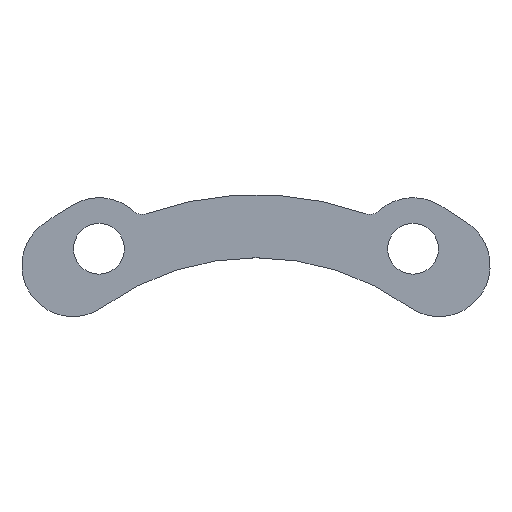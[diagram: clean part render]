
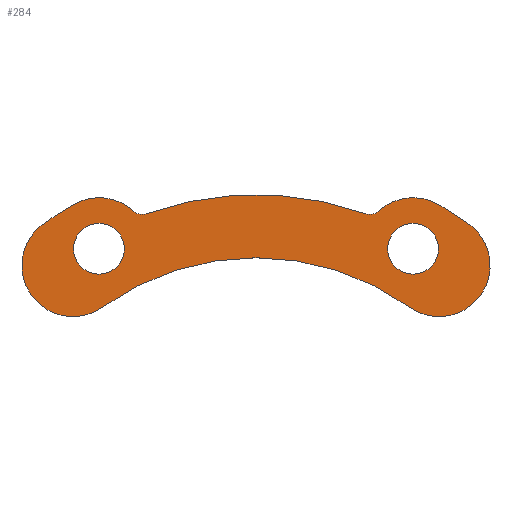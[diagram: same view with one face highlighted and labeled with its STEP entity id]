
A CAD part, top view. The second image highlights one B-rep face of the part: STEP entity #284.
In plain terms, the highlighted planar face has unit normal (0, 0, 1).
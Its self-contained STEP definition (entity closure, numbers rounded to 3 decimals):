
#17=FACE_BOUND('',#51,.T.);
#18=FACE_BOUND('',#52,.T.);
#22=PLANE('',#330);
#32=FACE_OUTER_BOUND('',#50,.T.);
#50=EDGE_LOOP('',(#227,#228,#229,#230,#231,#232,#233,#234,#235,#236,#237,
#238));
#51=EDGE_LOOP('',(#239));
#52=EDGE_LOOP('',(#240));
#85=CIRCLE('',#300,2.);
#87=CIRCLE('',#303,8.25);
#89=CIRCLE('',#306,2.);
#92=CIRCLE('',#310,52.7);
#94=CIRCLE('',#313,8.25);
#104=CIRCLE('',#325,58.999);
#105=CIRCLE('',#327,8.25);
#106=CIRCLE('',#329,58.999);
#107=CIRCLE('',#331,8.25);
#108=CIRCLE('',#332,42.5);
#109=CIRCLE('',#333,8.25);
#110=CIRCLE('',#334,8.25);
#111=CIRCLE('',#335,4.1);
#112=CIRCLE('',#336,4.1);
#113=VERTEX_POINT('',#447);
#114=VERTEX_POINT('',#448);
#117=VERTEX_POINT('',#456);
#119=VERTEX_POINT('',#462);
#120=VERTEX_POINT('',#463);
#124=VERTEX_POINT('',#476);
#133=VERTEX_POINT('',#498);
#134=VERTEX_POINT('',#502);
#135=VERTEX_POINT('',#503);
#136=VERTEX_POINT('',#510);
#137=VERTEX_POINT('',#512);
#138=VERTEX_POINT('',#514);
#139=VERTEX_POINT('',#517);
#140=VERTEX_POINT('',#519);
#141=EDGE_CURVE('',#113,#114,#85,.T.);
#145=EDGE_CURVE('',#117,#114,#87,.T.);
#148=EDGE_CURVE('',#119,#120,#89,.T.);
#153=EDGE_CURVE('',#113,#120,#92,.T.);
#156=EDGE_CURVE('',#119,#124,#94,.T.);
#166=EDGE_CURVE('',#117,#133,#104,.T.);
#168=EDGE_CURVE('',#134,#135,#105,.T.);
#171=EDGE_CURVE('',#135,#124,#106,.T.);
#172=EDGE_CURVE('',#136,#134,#107,.T.);
#173=EDGE_CURVE('',#137,#136,#108,.T.);
#174=EDGE_CURVE('',#138,#137,#109,.T.);
#175=EDGE_CURVE('',#133,#138,#110,.T.);
#176=EDGE_CURVE('',#139,#139,#111,.T.);
#177=EDGE_CURVE('',#140,#140,#112,.T.);
#227=ORIENTED_EDGE('',*,*,#156,.T.);
#228=ORIENTED_EDGE('',*,*,#171,.F.);
#229=ORIENTED_EDGE('',*,*,#168,.F.);
#230=ORIENTED_EDGE('',*,*,#172,.F.);
#231=ORIENTED_EDGE('',*,*,#173,.F.);
#232=ORIENTED_EDGE('',*,*,#174,.F.);
#233=ORIENTED_EDGE('',*,*,#175,.F.);
#234=ORIENTED_EDGE('',*,*,#166,.F.);
#235=ORIENTED_EDGE('',*,*,#145,.T.);
#236=ORIENTED_EDGE('',*,*,#141,.F.);
#237=ORIENTED_EDGE('',*,*,#153,.T.);
#238=ORIENTED_EDGE('',*,*,#148,.F.);
#239=ORIENTED_EDGE('',*,*,#176,.T.);
#240=ORIENTED_EDGE('',*,*,#177,.T.);
#284=ADVANCED_FACE('',(#32,#17,#18),#22,.T.);
#300=AXIS2_PLACEMENT_3D('',#449,#347,#348);
#303=AXIS2_PLACEMENT_3D('',#457,#355,#356);
#306=AXIS2_PLACEMENT_3D('',#464,#362,#363);
#310=AXIS2_PLACEMENT_3D('',#472,#372,#373);
#313=AXIS2_PLACEMENT_3D('',#478,#379,#380);
#325=AXIS2_PLACEMENT_3D('',#499,#403,#404);
#327=AXIS2_PLACEMENT_3D('',#504,#408,#409);
#329=AXIS2_PLACEMENT_3D('',#508,#414,#415);
#330=AXIS2_PLACEMENT_3D('',#509,#416,#417);
#331=AXIS2_PLACEMENT_3D('',#511,#418,#419);
#332=AXIS2_PLACEMENT_3D('',#513,#420,#421);
#333=AXIS2_PLACEMENT_3D('',#515,#422,#423);
#334=AXIS2_PLACEMENT_3D('',#516,#424,#425);
#335=AXIS2_PLACEMENT_3D('',#518,#426,#427);
#336=AXIS2_PLACEMENT_3D('',#520,#428,#429);
#347=DIRECTION('center_axis',(0.,0.,1.));
#348=DIRECTION('ref_axis',(0.198,-0.98,0.));
#355=DIRECTION('center_axis',(0.,0.,1.));
#356=DIRECTION('ref_axis',(-0.5,-0.866,0.));
#362=DIRECTION('center_axis',(0.,0.,1.));
#363=DIRECTION('ref_axis',(-0.198,-0.98,0.));
#372=DIRECTION('center_axis',(0.,0.,1.));
#373=DIRECTION('ref_axis',(-0.36,-0.933,0.));
#379=DIRECTION('center_axis',(0.,0.,1.));
#380=DIRECTION('ref_axis',(-0.775,-0.632,0.));
#403=DIRECTION('center_axis',(0.,0.,-1.));
#404=DIRECTION('ref_axis',(0.654,0.756,0.));
#408=DIRECTION('center_axis',(0.,0.,-1.));
#409=DIRECTION('ref_axis',(-0.583,0.813,0.));
#414=DIRECTION('center_axis',(0.,0.,-1.));
#415=DIRECTION('ref_axis',(-0.328,0.945,0.));
#416=DIRECTION('center_axis',(0.,0.,1.));
#417=DIRECTION('ref_axis',(1.,0.,0.));
#418=DIRECTION('center_axis',(0.,0.,-1.));
#419=DIRECTION('ref_axis',(-0.187,-0.982,0.));
#420=DIRECTION('center_axis',(0.,0.,1.));
#421=DIRECTION('ref_axis',(-0.68,-0.734,0.));
#422=DIRECTION('center_axis',(0.,0.,-1.));
#423=DIRECTION('ref_axis',(0.187,-0.982,0.));
#424=DIRECTION('center_axis',(0.,0.,-1.));
#425=DIRECTION('ref_axis',(0.583,0.813,0.));
#426=DIRECTION('center_axis',(0.,0.,-1.));
#427=DIRECTION('ref_axis',(-1.,0.,0.));
#428=DIRECTION('center_axis',(0.,0.,-1.));
#429=DIRECTION('ref_axis',(-1.,0.,0.));
#447=CARTESIAN_POINT('',(17.765,49.615,1.));
#448=CARTESIAN_POINT('',(19.793,50.026,1.));
#449=CARTESIAN_POINT('Origin',(18.44,51.498,1.));
#456=CARTESIAN_POINT('',(29.361,51.174,1.));
#457=CARTESIAN_POINT('Origin',(25.375,43.951,1.));
#462=CARTESIAN_POINT('',(-19.793,50.025,1.));
#463=CARTESIAN_POINT('',(-17.766,49.615,1.));
#464=CARTESIAN_POINT('Origin',(-18.44,51.498,1.));
#472=CARTESIAN_POINT('Origin',(0.,0.,1.));
#476=CARTESIAN_POINT('',(-29.499,51.094,1.));
#478=CARTESIAN_POINT('Origin',(-25.374,43.95,1.));
#498=CARTESIAN_POINT('',(34.384,47.944,1.));
#499=CARTESIAN_POINT('Origin',(0.,0.,1.));
#502=CARTESIAN_POINT('',(-36.511,36.77,1.));
#503=CARTESIAN_POINT('',(-34.384,47.943,1.));
#504=CARTESIAN_POINT('Origin',(-29.576,41.239,1.));
#508=CARTESIAN_POINT('Origin',(0.,0.,1.));
#509=CARTESIAN_POINT('Origin',(0.,44.127,1.));
#510=CARTESIAN_POINT('',(-24.769,34.536,1.));
#511=CARTESIAN_POINT('Origin',(-29.577,41.24,1.));
#512=CARTESIAN_POINT('',(24.769,34.536,1.));
#513=CARTESIAN_POINT('Origin',(0.,0.,1.));
#514=CARTESIAN_POINT('',(36.51,36.769,1.));
#515=CARTESIAN_POINT('Origin',(29.577,41.241,1.));
#516=CARTESIAN_POINT('Origin',(29.576,41.239,1.));
#517=CARTESIAN_POINT('',(29.475,43.951,1.));
#518=CARTESIAN_POINT('Origin',(25.375,43.951,1.));
#519=CARTESIAN_POINT('',(-21.274,43.95,1.));
#520=CARTESIAN_POINT('Origin',(-25.374,43.95,1.));
